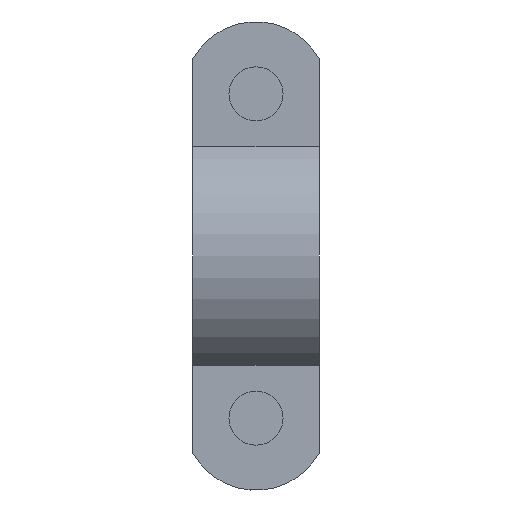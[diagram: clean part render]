
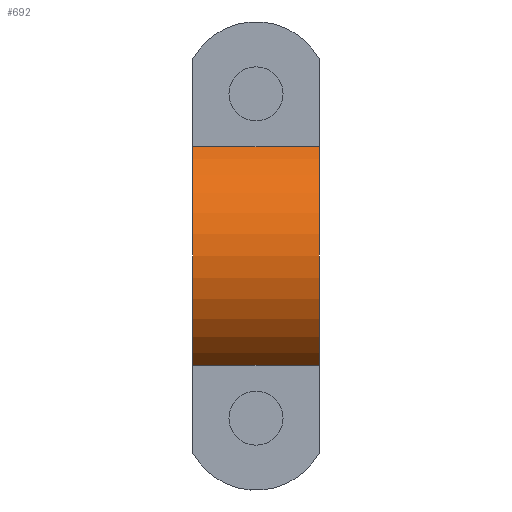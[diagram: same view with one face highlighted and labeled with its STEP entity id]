
A CAD part, left-side view. The second image highlights one B-rep face of the part: STEP entity #692.
In plain terms, the highlighted cylindrical face has radius 7 mm (diameter 14 mm), a partial arc.
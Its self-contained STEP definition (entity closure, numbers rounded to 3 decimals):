
#81 = DIRECTION ( 'NONE',  ( 0., 1., 0. ) ) ;
#84 = AXIS2_PLACEMENT_3D ( 'NONE', #1191, #1547, #475 ) ;
#207 = CARTESIAN_POINT ( 'NONE',  ( -121.17, -485.898, -109.343 ) ) ;
#212 = CIRCLE ( 'NONE', #1777, 7. ) ;
#400 = DIRECTION ( 'NONE',  ( 0., -1., 0. ) ) ;
#404 = DIRECTION ( 'NONE',  ( 1., 0., 0. ) ) ;
#410 = CARTESIAN_POINT ( 'NONE',  ( -121.17, -478.898, -109.343 ) ) ;
#412 = DIRECTION ( 'NONE',  ( 0., -1., 0. ) ) ;
#439 = CARTESIAN_POINT ( 'NONE',  ( -121.17, -485.898, -97.219 ) ) ;
#450 = DIRECTION ( 'NONE',  ( 0., 1., 0. ) ) ;
#452 = CIRCLE ( 'NONE', #1039, 7. ) ;
#475 = DIRECTION ( 'NONE',  ( 1., 0., 0. ) ) ;
#536 = CARTESIAN_POINT ( 'NONE',  ( -121.17, -478.898, -97.219 ) ) ;
#638 = EDGE_CURVE ( 'NONE', #1203, #954, #212, .T. ) ;
#692 = ADVANCED_FACE ( 'NONE', ( #913 ), #1656, .T. ) ;
#694 = EDGE_CURVE ( 'NONE', #1080, #813, #452, .T. ) ;
#719 = VECTOR ( 'NONE', #450, 1000. ) ;
#813 = VERTEX_POINT ( 'NONE', #1042 ) ;
#868 = VECTOR ( 'NONE', #400, 1000. ) ;
#913 = FACE_OUTER_BOUND ( 'NONE', #1896, .T. ) ;
#954 = VERTEX_POINT ( 'NONE', #1295 ) ;
#1039 = AXIS2_PLACEMENT_3D ( 'NONE', #1646, #81, #1127 ) ;
#1042 = CARTESIAN_POINT ( 'NONE',  ( -121.17, -485.898, -97.219 ) ) ;
#1080 = VERTEX_POINT ( 'NONE', #207 ) ;
#1127 = DIRECTION ( 'NONE',  ( 1., 0., 0. ) ) ;
#1147 = EDGE_CURVE ( 'NONE', #954, #1080, #1899, .T. ) ;
#1155 = EDGE_CURVE ( 'NONE', #813, #1203, #1643, .T. ) ;
#1191 = CARTESIAN_POINT ( 'NONE',  ( -117.67, -478.898, -103.281 ) ) ;
#1203 = VERTEX_POINT ( 'NONE', #536 ) ;
#1221 = CARTESIAN_POINT ( 'NONE',  ( -117.67, -478.898, -103.281 ) ) ;
#1237 = ORIENTED_EDGE ( 'NONE', *, *, #694, .T. ) ;
#1259 = ORIENTED_EDGE ( 'NONE', *, *, #1147, .T. ) ;
#1295 = CARTESIAN_POINT ( 'NONE',  ( -121.17, -478.898, -109.343 ) ) ;
#1457 = ORIENTED_EDGE ( 'NONE', *, *, #1155, .T. ) ;
#1547 = DIRECTION ( 'NONE',  ( 0., -1., 0. ) ) ;
#1574 = ORIENTED_EDGE ( 'NONE', *, *, #638, .T. ) ;
#1643 = LINE ( 'NONE', #439, #719 ) ;
#1646 = CARTESIAN_POINT ( 'NONE',  ( -117.67, -485.898, -103.281 ) ) ;
#1656 = CYLINDRICAL_SURFACE ( 'NONE', #84, 7. ) ;
#1777 = AXIS2_PLACEMENT_3D ( 'NONE', #1221, #412, #404 ) ;
#1896 = EDGE_LOOP ( 'NONE', ( #1457, #1574, #1259, #1237 ) ) ;
#1899 = LINE ( 'NONE', #410, #868 ) ;
